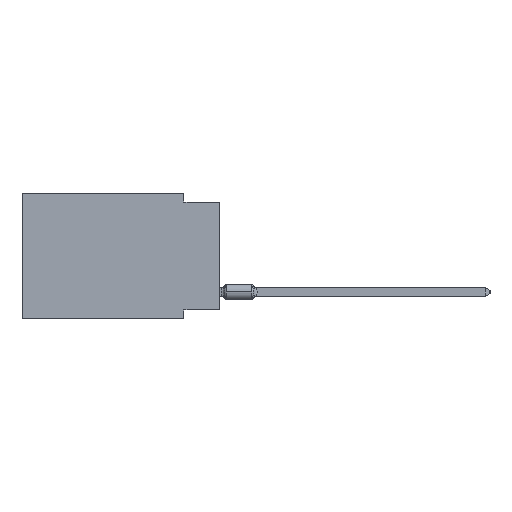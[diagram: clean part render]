
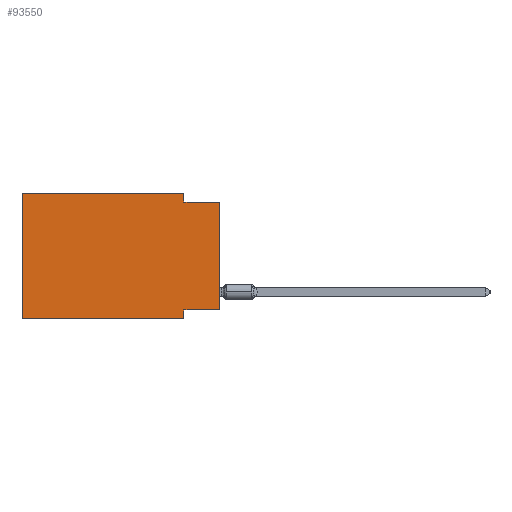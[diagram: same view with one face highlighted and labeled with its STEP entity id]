
A CAD part, left-side view. The second image highlights one B-rep face of the part: STEP entity #93550.
In plain terms, the highlighted planar face has unit normal (-1, 0, 0).
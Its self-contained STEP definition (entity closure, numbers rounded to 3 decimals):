
#1137 = VECTOR ( 'NONE', #76348, 1000. ) ;
#2349 = VECTOR ( 'NONE', #69946, 1000. ) ;
#2642 = ORIENTED_EDGE ( 'NONE', *, *, #29042, .T. ) ;
#3083 = DIRECTION ( 'NONE',  ( 0., 0., 1. ) ) ;
#4515 = LINE ( 'NONE', #28774, #44597 ) ;
#4606 = EDGE_CURVE ( 'NONE', #49081, #48276, #38835, .T. ) ;
#4946 = CARTESIAN_POINT ( 'NONE',  ( 0., 2.54, 0. ) ) ;
#5881 = VERTEX_POINT ( 'NONE', #72039 ) ;
#9350 = CARTESIAN_POINT ( 'NONE',  ( 0., 0., -8.255 ) ) ;
#9763 = VECTOR ( 'NONE', #23787, 1000. ) ;
#10061 = CARTESIAN_POINT ( 'NONE',  ( 0., 2.54, 0. ) ) ;
#12133 = ORIENTED_EDGE ( 'NONE', *, *, #45753, .F. ) ;
#13290 = DIRECTION ( 'NONE',  ( 1., 0., 0. ) ) ;
#13668 = DIRECTION ( 'NONE',  ( 0., 1., 0. ) ) ;
#13738 = EDGE_CURVE ( 'NONE', #67682, #67034, #28065, .T. ) ;
#14887 = EDGE_CURVE ( 'NONE', #5881, #77168, #34634, .T. ) ;
#22140 = CARTESIAN_POINT ( 'NONE',  ( 0., 13.97, -8.89 ) ) ;
#22210 = CARTESIAN_POINT ( 'NONE',  ( 0., 13.97, 0. ) ) ;
#23787 = DIRECTION ( 'NONE',  ( 0., 0., 1. ) ) ;
#24404 = CARTESIAN_POINT ( 'NONE',  ( 0., 13.97, 0. ) ) ;
#25184 = LINE ( 'NONE', #32642, #1137 ) ;
#25839 = ORIENTED_EDGE ( 'NONE', *, *, #26176, .T. ) ;
#26176 = EDGE_CURVE ( 'NONE', #67682, #77168, #39188, .T. ) ;
#26199 = CARTESIAN_POINT ( 'NONE',  ( 0., 0., -0.635 ) ) ;
#28065 = LINE ( 'NONE', #96504, #95730 ) ;
#28774 = CARTESIAN_POINT ( 'NONE',  ( 0., 13.97, -8.89 ) ) ;
#29042 = EDGE_CURVE ( 'NONE', #49081, #31573, #4515, .T. ) ;
#29900 = ORIENTED_EDGE ( 'NONE', *, *, #63235, .F. ) ;
#30356 = CARTESIAN_POINT ( 'NONE',  ( 0., 2.54, -8.89 ) ) ;
#31573 = VERTEX_POINT ( 'NONE', #30356 ) ;
#32642 = CARTESIAN_POINT ( 'NONE',  ( 0., 13.97, 0. ) ) ;
#34634 = LINE ( 'NONE', #26199, #72182 ) ;
#38835 = LINE ( 'NONE', #24404, #57756 ) ;
#39188 = LINE ( 'NONE', #91754, #9763 ) ;
#44597 = VECTOR ( 'NONE', #66503, 1000. ) ;
#45753 = EDGE_CURVE ( 'NONE', #48276, #85727, #25184, .T. ) ;
#48276 = VERTEX_POINT ( 'NONE', #62528 ) ;
#49081 = VERTEX_POINT ( 'NONE', #22140 ) ;
#50035 = ORIENTED_EDGE ( 'NONE', *, *, #13738, .F. ) ;
#54719 = EDGE_LOOP ( 'NONE', ( #25839, #64175, #98064, #12133, #80736, #2642, #29900, #50035 ) ) ;
#57756 = VECTOR ( 'NONE', #3083, 1000. ) ;
#58529 = DIRECTION ( 'NONE',  ( 0., 0., -1. ) ) ;
#58961 = DIRECTION ( 'NONE',  ( 0., 0., -1. ) ) ;
#62528 = CARTESIAN_POINT ( 'NONE',  ( 0., 13.97, 0. ) ) ;
#63235 = EDGE_CURVE ( 'NONE', #67034, #31573, #63979, .T. ) ;
#63979 = LINE ( 'NONE', #94211, #2349 ) ;
#64175 = ORIENTED_EDGE ( 'NONE', *, *, #14887, .F. ) ;
#66503 = DIRECTION ( 'NONE',  ( 0., -1., 0. ) ) ;
#67034 = VERTEX_POINT ( 'NONE', #68523 ) ;
#67682 = VERTEX_POINT ( 'NONE', #9350 ) ;
#68523 = CARTESIAN_POINT ( 'NONE',  ( 0., 2.54, -8.255 ) ) ;
#69946 = DIRECTION ( 'NONE',  ( 0., 0., -1. ) ) ;
#72039 = CARTESIAN_POINT ( 'NONE',  ( 0., 2.54, -0.635 ) ) ;
#72182 = VECTOR ( 'NONE', #86740, 1000. ) ;
#76348 = DIRECTION ( 'NONE',  ( 0., -1., 0. ) ) ;
#77168 = VERTEX_POINT ( 'NONE', #88886 ) ;
#80736 = ORIENTED_EDGE ( 'NONE', *, *, #4606, .F. ) ;
#82750 = FACE_OUTER_BOUND ( 'NONE', #54719, .T. ) ;
#85727 = VERTEX_POINT ( 'NONE', #10061 ) ;
#86740 = DIRECTION ( 'NONE',  ( 0., -1., 0. ) ) ;
#87513 = EDGE_CURVE ( 'NONE', #85727, #5881, #89255, .T. ) ;
#87979 = AXIS2_PLACEMENT_3D ( 'NONE', #22210, #13290, #58961 ) ;
#88886 = CARTESIAN_POINT ( 'NONE',  ( 0., 0., -0.635 ) ) ;
#89029 = VECTOR ( 'NONE', #58529, 1000. ) ;
#89194 = PLANE ( 'NONE',  #87979 ) ;
#89255 = LINE ( 'NONE', #4946, #89029 ) ;
#91754 = CARTESIAN_POINT ( 'NONE',  ( 0., 0., 0. ) ) ;
#93550 = ADVANCED_FACE ( 'NONE', ( #82750 ), #89194, .F. ) ;
#94211 = CARTESIAN_POINT ( 'NONE',  ( 0., 2.54, -8.89 ) ) ;
#95730 = VECTOR ( 'NONE', #13668, 1000. ) ;
#96504 = CARTESIAN_POINT ( 'NONE',  ( 0., 0., -8.255 ) ) ;
#98064 = ORIENTED_EDGE ( 'NONE', *, *, #87513, .F. ) ;
